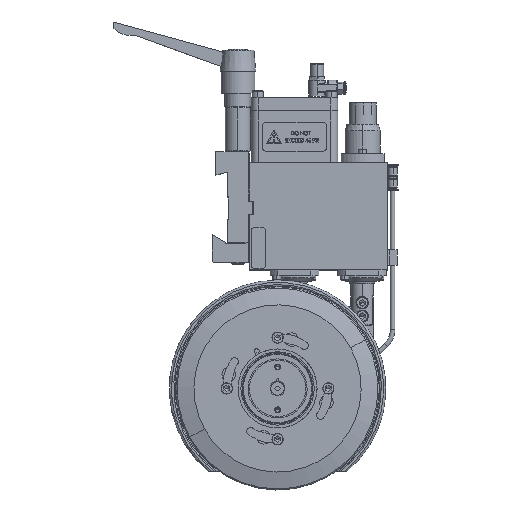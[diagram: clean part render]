
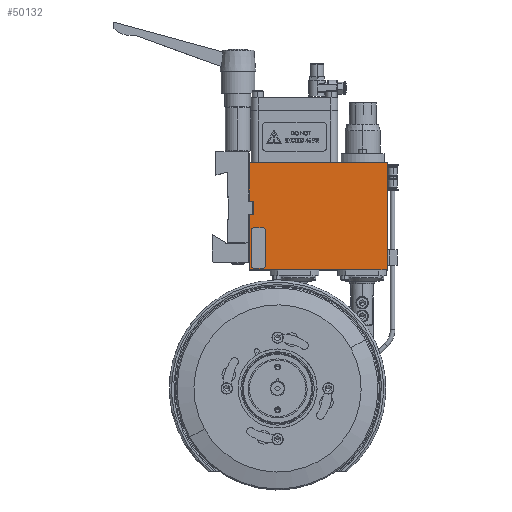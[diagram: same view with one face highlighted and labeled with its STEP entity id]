
A CAD part, top view. The second image highlights one B-rep face of the part: STEP entity #50132.
In plain terms, the highlighted planar face has unit normal (0, 0, 1).
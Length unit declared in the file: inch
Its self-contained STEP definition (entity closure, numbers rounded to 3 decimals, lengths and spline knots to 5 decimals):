
#180 = VERTEX_POINT ( 'NONE', #4167 ) ;
#528 = AXIS2_PLACEMENT_3D ( 'NONE', #54984, #23327, #3070 ) ;
#745 = DIRECTION ( 'NONE',  ( 0., 0., 1. ) ) ;
#1329 = ORIENTED_EDGE ( 'NONE', *, *, #15356, .F. ) ;
#1777 = ORIENTED_EDGE ( 'NONE', *, *, #20309, .F. ) ;
#2518 = CARTESIAN_POINT ( 'NONE',  ( -3.45631, -1.41758, 2.35527 ) ) ;
#2690 = DIRECTION ( 'NONE',  ( -1., 0., 0. ) ) ;
#3070 = DIRECTION ( 'NONE',  ( 1., 0., 0. ) ) ;
#3375 = LINE ( 'NONE', #38921, #31379 ) ;
#3413 = VERTEX_POINT ( 'NONE', #32332 ) ;
#4167 = CARTESIAN_POINT ( 'NONE',  ( -3.06261, -2.71679, 2.35527 ) ) ;
#4621 = CARTESIAN_POINT ( 'NONE',  ( -3.18072, -1.41758, 2.35527 ) ) ;
#4701 = VECTOR ( 'NONE', #12219, 39.37008 ) ;
#4994 = CARTESIAN_POINT ( 'NONE',  ( -3.18072, -2.8349, 2.35527 ) ) ;
#5303 = DIRECTION ( 'NONE',  ( 0., 1., 0. ) ) ;
#5816 = CARTESIAN_POINT ( 'NONE',  ( -3.57442, -2.71679, 2.35527 ) ) ;
#7537 = CARTESIAN_POINT ( 'NONE',  ( -3.63348, 0.8462, 2.35527 ) ) ;
#10327 = VECTOR ( 'NONE', #56578, 39.37008 ) ;
#10335 = CARTESIAN_POINT ( 'NONE',  ( -3.63348, -2.89396, 2.35527 ) ) ;
#10974 = DIRECTION ( 'NONE',  ( 1., 0., 0. ) ) ;
#12219 = DIRECTION ( 'NONE',  ( 1., 0., 0. ) ) ;
#13532 = CARTESIAN_POINT ( 'NONE',  ( -3.57442, -1.53569, 2.35527 ) ) ;
#13709 = ORIENTED_EDGE ( 'NONE', *, *, #52824, .F. ) ;
#13865 = EDGE_LOOP ( 'NONE', ( #19473, #65058, #1777, #65851, #46803, #22456, #49542, #29348 ) ) ;
#15356 = EDGE_CURVE ( 'NONE', #22105, #18169, #57383, .T. ) ;
#15760 = CARTESIAN_POINT ( 'NONE',  ( -3.49568, -0.49238, 2.35527 ) ) ;
#15872 = EDGE_LOOP ( 'NONE', ( #61864, #1329, #39520, #13709, #29021, #60669, #21760, #51387 ) ) ;
#17415 = CARTESIAN_POINT ( 'NONE',  ( -3.63348, -0.96482, 2.35527 ) ) ;
#17472 = CARTESIAN_POINT ( 'NONE',  ( -3.06261, -2.71679, 2.35527 ) ) ;
#17541 = EDGE_CURVE ( 'NONE', #24613, #24100, #3375, .T. ) ;
#18064 = VECTOR ( 'NONE', #65242, 39.37008 ) ;
#18169 = VERTEX_POINT ( 'NONE', #46637 ) ;
#18275 = CARTESIAN_POINT ( 'NONE',  ( 1.16967, -2.89396, 2.35527 ) ) ;
#19473 = ORIENTED_EDGE ( 'NONE', *, *, #56988, .F. ) ;
#19647 = DIRECTION ( 'NONE',  ( 1., 0., 0. ) ) ;
#20244 = VECTOR ( 'NONE', #24402, 39.37008 ) ;
#20273 = LINE ( 'NONE', #10335, #10327 ) ;
#20309 = EDGE_CURVE ( 'NONE', #41606, #20752, #34488, .T. ) ;
#20752 = VERTEX_POINT ( 'NONE', #4621 ) ;
#21090 = CARTESIAN_POINT ( 'NONE',  ( 1.16967, 0.8462, 2.35527 ) ) ;
#21144 = CIRCLE ( 'NONE', #58437, 0.11811 ) ;
#21198 = CARTESIAN_POINT ( 'NONE',  ( -3.63348, 0.8462, 2.35527 ) ) ;
#21458 = VECTOR ( 'NONE', #23224, 39.37008 ) ;
#21760 = ORIENTED_EDGE ( 'NONE', *, *, #52060, .F. ) ;
#22105 = VERTEX_POINT ( 'NONE', #40377 ) ;
#22456 = ORIENTED_EDGE ( 'NONE', *, *, #43660, .F. ) ;
#22778 = LINE ( 'NONE', #17472, #32378 ) ;
#23224 = DIRECTION ( 'NONE',  ( 0., 1., 0. ) ) ;
#23327 = DIRECTION ( 'NONE',  ( 0., 0., 1. ) ) ;
#24100 = VERTEX_POINT ( 'NONE', #47674 ) ;
#24402 = DIRECTION ( 'NONE',  ( 0., -1., 0. ) ) ;
#24613 = VERTEX_POINT ( 'NONE', #60596 ) ;
#24733 = EDGE_CURVE ( 'NONE', #63098, #26649, #20273, .T. ) ;
#25559 = DIRECTION ( 'NONE',  ( 0., 0., 1. ) ) ;
#25568 = CARTESIAN_POINT ( 'NONE',  ( -3.63348, -2.89396, 2.35527 ) ) ;
#25818 = DIRECTION ( 'NONE',  ( -1., 0., 0. ) ) ;
#26649 = VERTEX_POINT ( 'NONE', #21198 ) ;
#27407 = EDGE_CURVE ( 'NONE', #51253, #3413, #21144, .T. ) ;
#28084 = EDGE_CURVE ( 'NONE', #32051, #51253, #65035, .T. ) ;
#29021 = ORIENTED_EDGE ( 'NONE', *, *, #17541, .T. ) ;
#29328 = VERTEX_POINT ( 'NONE', #21090 ) ;
#29348 = ORIENTED_EDGE ( 'NONE', *, *, #28084, .F. ) ;
#29442 = VERTEX_POINT ( 'NONE', #17415 ) ;
#31320 = CARTESIAN_POINT ( 'NONE',  ( -3.45631, -2.71679, 2.35527 ) ) ;
#31379 = VECTOR ( 'NONE', #19647, 39.37008 ) ;
#32051 = VERTEX_POINT ( 'NONE', #13532 ) ;
#32130 = AXIS2_PLACEMENT_3D ( 'NONE', #37273, #61697, #61334 ) ;
#32332 = CARTESIAN_POINT ( 'NONE',  ( -3.45631, -2.8349, 2.35527 ) ) ;
#32378 = VECTOR ( 'NONE', #58491, 39.37008 ) ;
#34488 = CIRCLE ( 'NONE', #528, 0.11811 ) ;
#35157 = AXIS2_PLACEMENT_3D ( 'NONE', #47932, #53978, #2690 ) ;
#36002 = DIRECTION ( 'NONE',  ( 0., 1., 0. ) ) ;
#36006 = VECTOR ( 'NONE', #52471, 39.37008 ) ;
#36505 = LINE ( 'NONE', #51543, #55428 ) ;
#37273 = CARTESIAN_POINT ( 'NONE',  ( -3.18072, -2.71679, 2.35527 ) ) ;
#38390 = CIRCLE ( 'NONE', #35157, 0.11811 ) ;
#38921 = CARTESIAN_POINT ( 'NONE',  ( -3.63348, -2.89396, 2.35527 ) ) ;
#39099 = EDGE_CURVE ( 'NONE', #180, #41606, #22778, .T. ) ;
#39520 = ORIENTED_EDGE ( 'NONE', *, *, #56253, .T. ) ;
#39548 = CARTESIAN_POINT ( 'NONE',  ( -3.06261, -1.53569, 2.35527 ) ) ;
#39681 = CARTESIAN_POINT ( 'NONE',  ( -3.57442, -2.71679, 2.35527 ) ) ;
#39811 = CARTESIAN_POINT ( 'NONE',  ( -3.45631, -1.41758, 2.35527 ) ) ;
#40377 = CARTESIAN_POINT ( 'NONE',  ( -3.49568, -0.96482, 2.35527 ) ) ;
#41437 = VECTOR ( 'NONE', #36002, 39.37008 ) ;
#41606 = VERTEX_POINT ( 'NONE', #39548 ) ;
#43660 = EDGE_CURVE ( 'NONE', #3413, #65165, #36505, .T. ) ;
#43872 = FACE_BOUND ( 'NONE', #13865, .T. ) ;
#44597 = VERTEX_POINT ( 'NONE', #39811 ) ;
#44884 = LINE ( 'NONE', #60601, #18064 ) ;
#45823 = DIRECTION ( 'NONE',  ( 1., 0., 0. ) ) ;
#46098 = CARTESIAN_POINT ( 'NONE',  ( -3.49568, -0.49238, 2.35527 ) ) ;
#46526 = CARTESIAN_POINT ( 'NONE',  ( -3.63348, -0.49238, 2.35527 ) ) ;
#46637 = CARTESIAN_POINT ( 'NONE',  ( -3.49568, -0.49238, 2.35527 ) ) ;
#46803 = ORIENTED_EDGE ( 'NONE', *, *, #64086, .F. ) ;
#47674 = CARTESIAN_POINT ( 'NONE',  ( 1.16967, -2.89396, 2.35527 ) ) ;
#47724 = VECTOR ( 'NONE', #25818, 39.37008 ) ;
#47932 = CARTESIAN_POINT ( 'NONE',  ( -3.45631, -1.53569, 2.35527 ) ) ;
#49542 = ORIENTED_EDGE ( 'NONE', *, *, #27407, .F. ) ;
#49577 = VECTOR ( 'NONE', #5303, 39.37008 ) ;
#50132 = ADVANCED_FACE ( 'NONE', ( #50203, #43872 ), #54591, .T. ) ;
#50203 = FACE_OUTER_BOUND ( 'NONE', #15872, .T. ) ;
#50863 = LINE ( 'NONE', #25568, #49577 ) ;
#51139 = LINE ( 'NONE', #46098, #47724 ) ;
#51253 = VERTEX_POINT ( 'NONE', #5816 ) ;
#51387 = ORIENTED_EDGE ( 'NONE', *, *, #24733, .F. ) ;
#51520 = CARTESIAN_POINT ( 'NONE',  ( -3.63348, -2.89396, 2.35527 ) ) ;
#51543 = CARTESIAN_POINT ( 'NONE',  ( -3.45631, -2.8349, 2.35527 ) ) ;
#52060 = EDGE_CURVE ( 'NONE', #26649, #29328, #57815, .T. ) ;
#52471 = DIRECTION ( 'NONE',  ( -1., 0., 0. ) ) ;
#52824 = EDGE_CURVE ( 'NONE', #24613, #29442, #50863, .T. ) ;
#53978 = DIRECTION ( 'NONE',  ( 0., 0., 1. ) ) ;
#54591 = PLANE ( 'NONE',  #56640 ) ;
#54984 = CARTESIAN_POINT ( 'NONE',  ( -3.18072, -1.53569, 2.35527 ) ) ;
#55428 = VECTOR ( 'NONE', #10974, 39.37008 ) ;
#55518 = EDGE_CURVE ( 'NONE', #18169, #63098, #51139, .T. ) ;
#55584 = EDGE_CURVE ( 'NONE', #20752, #44597, #58141, .T. ) ;
#56253 = EDGE_CURVE ( 'NONE', #22105, #29442, #44884, .T. ) ;
#56578 = DIRECTION ( 'NONE',  ( 0., 1., 0. ) ) ;
#56640 = AXIS2_PLACEMENT_3D ( 'NONE', #51520, #25559, #45823 ) ;
#56670 = DIRECTION ( 'NONE',  ( -1., 0., 0. ) ) ;
#56988 = EDGE_CURVE ( 'NONE', #44597, #32051, #38390, .T. ) ;
#57326 = EDGE_CURVE ( 'NONE', #24100, #29328, #58607, .T. ) ;
#57383 = LINE ( 'NONE', #15760, #41437 ) ;
#57729 = CIRCLE ( 'NONE', #32130, 0.11811 ) ;
#57815 = LINE ( 'NONE', #7537, #4701 ) ;
#58141 = LINE ( 'NONE', #2518, #36006 ) ;
#58437 = AXIS2_PLACEMENT_3D ( 'NONE', #31320, #745, #56670 ) ;
#58491 = DIRECTION ( 'NONE',  ( 0., 1., 0. ) ) ;
#58607 = LINE ( 'NONE', #18275, #21458 ) ;
#60596 = CARTESIAN_POINT ( 'NONE',  ( -3.63348, -2.89396, 2.35527 ) ) ;
#60601 = CARTESIAN_POINT ( 'NONE',  ( -3.49568, -0.96482, 2.35527 ) ) ;
#60669 = ORIENTED_EDGE ( 'NONE', *, *, #57326, .T. ) ;
#61334 = DIRECTION ( 'NONE',  ( 1., 0., 0. ) ) ;
#61697 = DIRECTION ( 'NONE',  ( 0., 0., 1. ) ) ;
#61864 = ORIENTED_EDGE ( 'NONE', *, *, #55518, .F. ) ;
#63098 = VERTEX_POINT ( 'NONE', #46526 ) ;
#64086 = EDGE_CURVE ( 'NONE', #65165, #180, #57729, .T. ) ;
#65035 = LINE ( 'NONE', #39681, #20244 ) ;
#65058 = ORIENTED_EDGE ( 'NONE', *, *, #55584, .F. ) ;
#65165 = VERTEX_POINT ( 'NONE', #4994 ) ;
#65242 = DIRECTION ( 'NONE',  ( -1., 0., 0. ) ) ;
#65851 = ORIENTED_EDGE ( 'NONE', *, *, #39099, .F. ) ;
